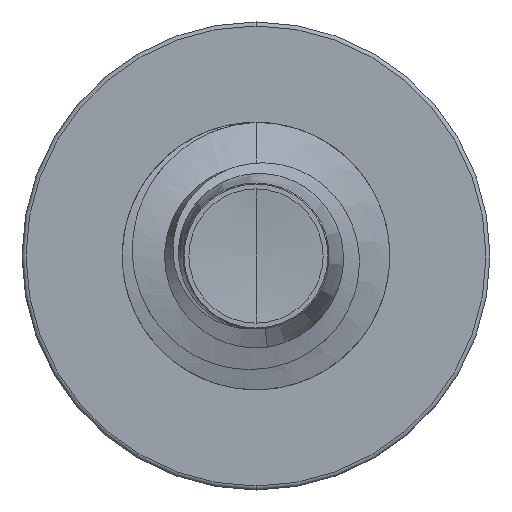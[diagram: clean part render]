
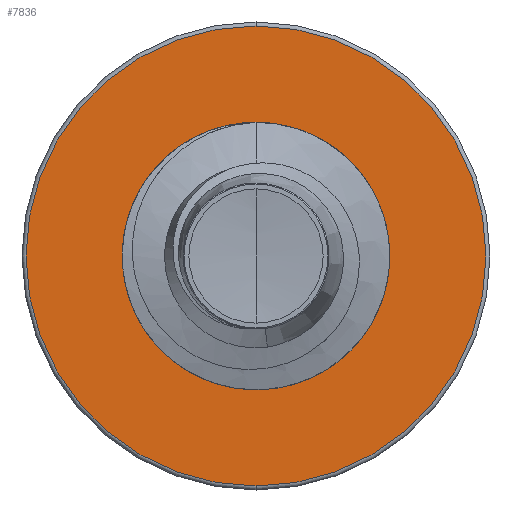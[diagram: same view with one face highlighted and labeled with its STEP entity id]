
A CAD part, front view. The second image highlights one B-rep face of the part: STEP entity #7836.
In plain terms, the highlighted planar face has unit normal (0, -1, 0).
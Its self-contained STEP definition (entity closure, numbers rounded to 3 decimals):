
#942 = CARTESIAN_POINT ( 'NONE',  ( 0., 9., 3.44 ) ) ;
#997 = VERTEX_POINT ( 'NONE', #10917 ) ;
#1158 = DIRECTION ( 'NONE',  ( 0., 0., 1. ) ) ;
#1831 = DIRECTION ( 'NONE',  ( 0., 0., 1. ) ) ;
#1848 = DIRECTION ( 'NONE',  ( 0., 1., 0. ) ) ;
#1853 = CARTESIAN_POINT ( 'NONE',  ( 0., 9., 0. ) ) ;
#2243 = AXIS2_PLACEMENT_3D ( 'NONE', #13694, #13622, #13588 ) ;
#2494 = DIRECTION ( 'NONE',  ( 0., 0., 1. ) ) ;
#2547 = DIRECTION ( 'NONE',  ( 0., 1., 0. ) ) ;
#2556 = CARTESIAN_POINT ( 'NONE',  ( 0., 9., 0. ) ) ;
#2610 = CARTESIAN_POINT ( 'NONE',  ( 0., 9., 1.989 ) ) ;
#3274 = AXIS2_PLACEMENT_3D ( 'NONE', #14159, #8725, #1158 ) ;
#5594 = AXIS2_PLACEMENT_3D ( 'NONE', #9541, #9539, #9527 ) ;
#5656 = ORIENTED_EDGE ( 'NONE', *, *, #10340, .F. ) ;
#7448 = ORIENTED_EDGE ( 'NONE', *, *, #9944, .T. ) ;
#7631 = CARTESIAN_POINT ( 'NONE',  ( 0., 9., -3.44 ) ) ;
#7836 = ADVANCED_FACE ( 'NONE', ( #11092, #8575 ), #13874, .F. ) ;
#8151 = ORIENTED_EDGE ( 'NONE', *, *, #14347, .F. ) ;
#8549 = CIRCLE ( 'NONE', #5594, 1.989 ) ;
#8575 = FACE_BOUND ( 'NONE', #8834, .T. ) ;
#8725 = DIRECTION ( 'NONE',  ( 0., 1., 0. ) ) ;
#8759 = VERTEX_POINT ( 'NONE', #7631 ) ;
#8834 = EDGE_LOOP ( 'NONE', ( #7448, #12360 ) ) ;
#9023 = CIRCLE ( 'NONE', #3274, 3.44 ) ;
#9527 = DIRECTION ( 'NONE',  ( 0., 0., 1. ) ) ;
#9539 = DIRECTION ( 'NONE',  ( 0., 1., 0. ) ) ;
#9541 = CARTESIAN_POINT ( 'NONE',  ( 0., 9., 0. ) ) ;
#9643 = CIRCLE ( 'NONE', #13071, 3.44 ) ;
#9883 = VERTEX_POINT ( 'NONE', #2610 ) ;
#9944 = EDGE_CURVE ( 'NONE', #9883, #997, #10781, .T. ) ;
#10340 = EDGE_CURVE ( 'NONE', #8759, #13028, #9643, .T. ) ;
#10781 = CIRCLE ( 'NONE', #12694, 1.989 ) ;
#10917 = CARTESIAN_POINT ( 'NONE',  ( 0., 9., -1.989 ) ) ;
#11092 = FACE_OUTER_BOUND ( 'NONE', #12701, .T. ) ;
#11362 = EDGE_CURVE ( 'NONE', #997, #9883, #8549, .T. ) ;
#12360 = ORIENTED_EDGE ( 'NONE', *, *, #11362, .T. ) ;
#12694 = AXIS2_PLACEMENT_3D ( 'NONE', #1853, #1848, #1831 ) ;
#12701 = EDGE_LOOP ( 'NONE', ( #8151, #5656 ) ) ;
#13028 = VERTEX_POINT ( 'NONE', #942 ) ;
#13071 = AXIS2_PLACEMENT_3D ( 'NONE', #2556, #2547, #2494 ) ;
#13588 = DIRECTION ( 'NONE',  ( 0., 0., 1. ) ) ;
#13622 = DIRECTION ( 'NONE',  ( 0., 1., 0. ) ) ;
#13694 = CARTESIAN_POINT ( 'NONE',  ( 0., 9., -1.989 ) ) ;
#13874 = PLANE ( 'NONE',  #2243 ) ;
#14159 = CARTESIAN_POINT ( 'NONE',  ( 0., 9., 0. ) ) ;
#14347 = EDGE_CURVE ( 'NONE', #13028, #8759, #9023, .T. ) ;
